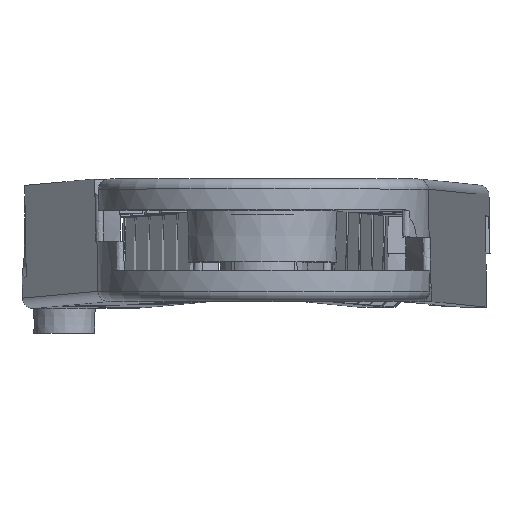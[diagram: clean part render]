
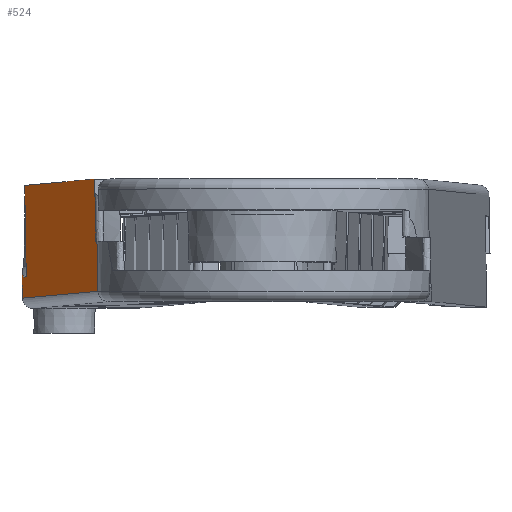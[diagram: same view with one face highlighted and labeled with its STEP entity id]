
A CAD part, top view. The second image highlights one B-rep face of the part: STEP entity #524.
In plain terms, the highlighted planar face has unit normal (-1, -0.018, 0.019).
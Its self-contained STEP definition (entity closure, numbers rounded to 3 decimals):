
#156=B_SPLINE_CURVE_WITH_KNOTS('',3,(#9669,#9670,#9671,#9672),
 .UNSPECIFIED.,.F.,.F.,(4,4),(0.,1.),.UNSPECIFIED.);
#157=B_SPLINE_CURVE_WITH_KNOTS('',3,(#9677,#9678,#9679,#9680,#9681,#9682,
#9683,#9684,#9685,#9686),.UNSPECIFIED.,.F.,.F.,(4,3,3,4),(0.,0.373,
0.643,1.),.UNSPECIFIED.);
#524=ADVANCED_FACE('',(#1063),#803,.T.);
#803=PLANE('',#6662);
#1063=FACE_OUTER_BOUND('',#1387,.T.);
#1387=EDGE_LOOP('',(#2486,#2487,#2488,#2489,#2490,#2491,#2492,#2493,#2494,
#2495));
#1585=ELLIPSE('',#6661,481.309,8.4);
#2486=ORIENTED_EDGE('',*,*,#4542,.T.);
#2487=ORIENTED_EDGE('',*,*,#4543,.T.);
#2488=ORIENTED_EDGE('',*,*,#4544,.T.);
#2489=ORIENTED_EDGE('',*,*,#4545,.T.);
#2490=ORIENTED_EDGE('',*,*,#4453,.T.);
#2491=ORIENTED_EDGE('',*,*,#4546,.T.);
#2492=ORIENTED_EDGE('',*,*,#4547,.T.);
#2493=ORIENTED_EDGE('',*,*,#4548,.T.);
#2494=ORIENTED_EDGE('',*,*,#4549,.T.);
#2495=ORIENTED_EDGE('',*,*,#4550,.T.);
#3709=VERTEX_POINT('',#9414);
#3710=VERTEX_POINT('',#9416);
#3793=VERTEX_POINT('',#9667);
#3794=VERTEX_POINT('',#9668);
#3795=VERTEX_POINT('',#9673);
#3796=VERTEX_POINT('',#9675);
#3797=VERTEX_POINT('',#9687);
#3798=VERTEX_POINT('',#9689);
#3799=VERTEX_POINT('',#9691);
#3800=VERTEX_POINT('',#9693);
#4453=EDGE_CURVE('',#3710,#3709,#5313,.T.);
#4542=EDGE_CURVE('',#3793,#3794,#1585,.T.);
#4543=EDGE_CURVE('',#3794,#3795,#156,.T.);
#4544=EDGE_CURVE('',#3795,#3796,#5372,.T.);
#4545=EDGE_CURVE('',#3796,#3710,#5373,.T.);
#4546=EDGE_CURVE('',#3709,#3797,#157,.T.);
#4547=EDGE_CURVE('',#3797,#3798,#5374,.T.);
#4548=EDGE_CURVE('',#3798,#3799,#5375,.T.);
#4549=EDGE_CURVE('',#3799,#3800,#5376,.T.);
#4550=EDGE_CURVE('',#3800,#3793,#5377,.T.);
#5313=LINE('',#9415,#6055);
#5372=LINE('',#9674,#6114);
#5373=LINE('',#9676,#6115);
#5374=LINE('',#9688,#6116);
#5375=LINE('',#9690,#6117);
#5376=LINE('',#9692,#6118);
#5377=LINE('',#9694,#6119);
#6055=VECTOR('',#7573,1.);
#6114=VECTOR('',#7686,1.);
#6115=VECTOR('',#7687,1.);
#6116=VECTOR('',#7688,1.);
#6117=VECTOR('',#7689,1.);
#6118=VECTOR('',#7690,1.);
#6119=VECTOR('',#7691,1.);
#6661=AXIS2_PLACEMENT_3D('',#9666,#7684,#7685);
#6662=AXIS2_PLACEMENT_3D('',#9695,#7692,#7693);
#7573=DIRECTION('',(-0.019,0.,-1.));
#7684=DIRECTION('',(1.,0.017,-0.019));
#7685=DIRECTION('',(0.017,-1.,0.));
#7686=DIRECTION('',(-0.019,0.,-1.));
#7687=DIRECTION('',(0.017,-1.,-0.018));
#7688=DIRECTION('',(0.018,-1.,0.017));
#7689=DIRECTION('',(0.019,0.,1.));
#7690=DIRECTION('',(-0.017,1.,0.));
#7691=DIRECTION('',(-0.019,0.,-1.));
#7692=DIRECTION('',(-1.,-0.017,0.019));
#7693=DIRECTION('',(-0.017,1.,0.));
#9414=CARTESIAN_POINT('',(-152.856,6.4,-106.061));
#9415=CARTESIAN_POINT('',(-150.819,6.4,0.019));
#9416=CARTESIAN_POINT('',(-152.696,6.4,-97.72));
#9666=CARTESIAN_POINT('',(-141.463,-441.263,80.274));
#9667=CARTESIAN_POINT('',(-149.358,7.8,77.406));
#9668=CARTESIAN_POINT('',(-149.397,10.188,77.517));
#9669=CARTESIAN_POINT('',(-149.397,10.188,77.517));
#9670=CARTESIAN_POINT('',(-149.41,10.361,77.015));
#9671=CARTESIAN_POINT('',(-149.423,10.569,76.525));
#9672=CARTESIAN_POINT('',(-149.436,10.8,76.047));
#9673=CARTESIAN_POINT('',(-149.436,10.8,76.047));
#9674=CARTESIAN_POINT('',(-150.896,10.8,0.02));
#9675=CARTESIAN_POINT('',(-152.771,10.8,-97.642));
#9676=CARTESIAN_POINT('',(-152.735,8.673,-97.68));
#9677=CARTESIAN_POINT('',(-152.856,6.4,-106.061));
#9678=CARTESIAN_POINT('',(-152.865,6.569,-106.362));
#9679=CARTESIAN_POINT('',(-152.874,6.715,-106.684));
#9680=CARTESIAN_POINT('',(-152.881,6.789,-107.021));
#9681=CARTESIAN_POINT('',(-152.887,6.842,-107.264));
#9682=CARTESIAN_POINT('',(-152.892,6.855,-107.521));
#9683=CARTESIAN_POINT('',(-152.896,6.823,-107.768));
#9684=CARTESIAN_POINT('',(-152.902,6.78,-108.095));
#9685=CARTESIAN_POINT('',(-152.906,6.661,-108.412));
#9686=CARTESIAN_POINT('',(-152.909,6.514,-108.707));
#9687=CARTESIAN_POINT('',(-152.909,6.514,-108.707));
#9688=CARTESIAN_POINT('',(-152.835,2.335,-108.636));
#9689=CARTESIAN_POINT('',(-152.889,5.391,-108.688));
#9690=CARTESIAN_POINT('',(-149.296,5.391,78.424));
#9691=CARTESIAN_POINT('',(-149.257,5.391,80.474));
#9692=CARTESIAN_POINT('',(-149.258,5.461,80.474));
#9693=CARTESIAN_POINT('',(-149.299,7.8,80.475));
#9694=CARTESIAN_POINT('',(-149.3,7.8,80.425));
#9695=CARTESIAN_POINT('',(-149.3,5.6,78.424));
